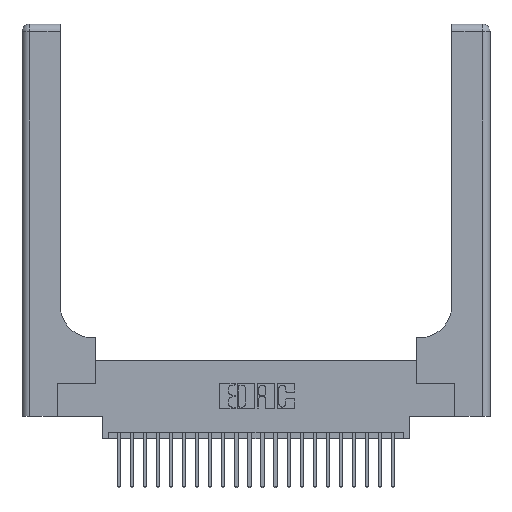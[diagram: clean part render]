
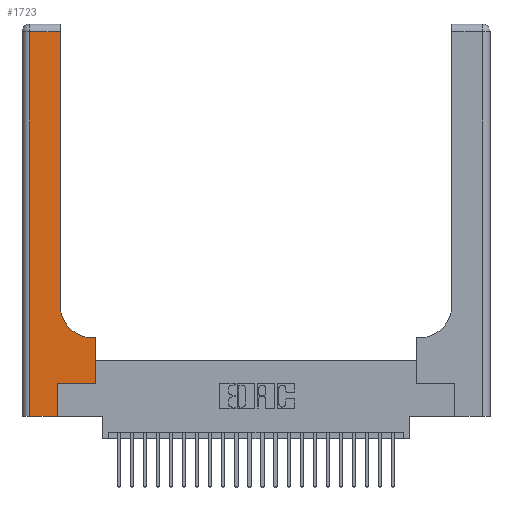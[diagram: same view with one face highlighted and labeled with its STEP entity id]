
A CAD part, top view. The second image highlights one B-rep face of the part: STEP entity #1723.
In plain terms, the highlighted planar face has unit normal (0, 0, 1).
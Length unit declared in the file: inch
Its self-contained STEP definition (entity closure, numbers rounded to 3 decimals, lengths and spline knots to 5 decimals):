
#106 = VECTOR ( 'NONE', #2179, 39.37008 ) ;
#136 = EDGE_CURVE ( 'NONE', #10087, #25261, #1405, .T. ) ;
#183 = ORIENTED_EDGE ( 'NONE', *, *, #3254, .T. ) ;
#635 = CARTESIAN_POINT ( 'NONE',  ( 0.269, 0.25, 0.37 ) ) ;
#836 = VERTEX_POINT ( 'NONE', #17832 ) ;
#880 = VERTEX_POINT ( 'NONE', #24626 ) ;
#1037 = VERTEX_POINT ( 'NONE', #22430 ) ;
#1405 = LINE ( 'NONE', #24452, #19474 ) ;
#1723 = ADVANCED_FACE ( 'NONE', ( #12261 ), #21252, .F. ) ;
#1995 = LINE ( 'NONE', #5523, #14860 ) ;
#2076 = VECTOR ( 'NONE', #16775, 39.37008 ) ;
#2179 = DIRECTION ( 'NONE',  ( 1., 0., 0. ) ) ;
#2986 = CARTESIAN_POINT ( 'NONE',  ( 0.2915, 0.6, 0.37 ) ) ;
#3254 = EDGE_CURVE ( 'NONE', #1037, #23294, #24121, .T. ) ;
#3291 = DIRECTION ( 'NONE',  ( -1., 0., 0. ) ) ;
#3536 = DIRECTION ( 'NONE',  ( -1., 0., 0. ) ) ;
#3609 = CARTESIAN_POINT ( 'NONE',  ( 0., 3., 0.37 ) ) ;
#3703 = EDGE_CURVE ( 'NONE', #16837, #1037, #23788, .T. ) ;
#3837 = VECTOR ( 'NONE', #12146, 39.37008 ) ;
#3959 = CARTESIAN_POINT ( 'NONE',  ( 0.269, 0.25, 0.37 ) ) ;
#4174 = DIRECTION ( 'NONE',  ( 0., 0., -1. ) ) ;
#5069 = EDGE_CURVE ( 'NONE', #23294, #836, #12714, .T. ) ;
#5075 = VECTOR ( 'NONE', #17613, 39.37008 ) ;
#5131 = ORIENTED_EDGE ( 'NONE', *, *, #17670, .T. ) ;
#5523 = CARTESIAN_POINT ( 'NONE',  ( 0., 2.94, 0.37 ) ) ;
#5650 = ORIENTED_EDGE ( 'NONE', *, *, #136, .T. ) ;
#6971 = ORIENTED_EDGE ( 'NONE', *, *, #7899, .T. ) ;
#7708 = VERTEX_POINT ( 'NONE', #16745 ) ;
#7899 = EDGE_CURVE ( 'NONE', #25261, #12011, #16323, .T. ) ;
#8138 = LINE ( 'NONE', #13707, #9980 ) ;
#8834 = CARTESIAN_POINT ( 'NONE',  ( 0.06, 3., 0.37 ) ) ;
#9541 = CARTESIAN_POINT ( 'NONE',  ( 0.5415, 0.85, 0.37 ) ) ;
#9980 = VECTOR ( 'NONE', #17735, 39.37008 ) ;
#10087 = VERTEX_POINT ( 'NONE', #20990 ) ;
#10963 = CARTESIAN_POINT ( 'NONE',  ( 0.5585, 0.25, 0.37 ) ) ;
#12011 = VERTEX_POINT ( 'NONE', #10963 ) ;
#12146 = DIRECTION ( 'NONE',  ( 1., 0., 0. ) ) ;
#12261 = FACE_OUTER_BOUND ( 'NONE', #23649, .T. ) ;
#12386 = DIRECTION ( 'NONE',  ( 1., 0., 0. ) ) ;
#12489 = EDGE_CURVE ( 'NONE', #880, #10087, #14274, .T. ) ;
#12647 = EDGE_CURVE ( 'NONE', #836, #7708, #1995, .T. ) ;
#12714 = LINE ( 'NONE', #19488, #5075 ) ;
#12736 = ORIENTED_EDGE ( 'NONE', *, *, #3703, .T. ) ;
#12821 = CARTESIAN_POINT ( 'NONE',  ( 0.5585, 0.6, 0.37 ) ) ;
#12841 = DIRECTION ( 'NONE',  ( 0., 1., 0. ) ) ;
#13014 = CARTESIAN_POINT ( 'NONE',  ( 0.2915, 0.85, 0.37 ) ) ;
#13125 = DIRECTION ( 'NONE',  ( 0., -1., 0. ) ) ;
#13150 = AXIS2_PLACEMENT_3D ( 'NONE', #9541, #4174, #12386 ) ;
#13564 = ORIENTED_EDGE ( 'NONE', *, *, #12647, .T. ) ;
#13707 = CARTESIAN_POINT ( 'NONE',  ( 0.5585, 0.25, 0.37 ) ) ;
#14123 = ORIENTED_EDGE ( 'NONE', *, *, #12489, .T. ) ;
#14274 = LINE ( 'NONE', #14354, #3837 ) ;
#14354 = CARTESIAN_POINT ( 'NONE',  ( 0., 0., 0.37 ) ) ;
#14860 = VECTOR ( 'NONE', #3291, 39.37008 ) ;
#15709 = LINE ( 'NONE', #8834, #22140 ) ;
#16323 = LINE ( 'NONE', #3959, #106 ) ;
#16745 = CARTESIAN_POINT ( 'NONE',  ( 0.06, 2.94, 0.37 ) ) ;
#16775 = DIRECTION ( 'NONE',  ( -1., 0., 0. ) ) ;
#16837 = VERTEX_POINT ( 'NONE', #12821 ) ;
#17613 = DIRECTION ( 'NONE',  ( 0., 1., 0. ) ) ;
#17670 = EDGE_CURVE ( 'NONE', #7708, #880, #15709, .T. ) ;
#17735 = DIRECTION ( 'NONE',  ( 0., 1., 0. ) ) ;
#17832 = CARTESIAN_POINT ( 'NONE',  ( 0.2915, 2.94, 0.37 ) ) ;
#17941 = ORIENTED_EDGE ( 'NONE', *, *, #21251, .T. ) ;
#19474 = VECTOR ( 'NONE', #12841, 39.37008 ) ;
#19488 = CARTESIAN_POINT ( 'NONE',  ( 0.2915, 3., 0.37 ) ) ;
#20990 = CARTESIAN_POINT ( 'NONE',  ( 0.269, 0., 0.37 ) ) ;
#21251 = EDGE_CURVE ( 'NONE', #12011, #16837, #8138, .T. ) ;
#21252 = PLANE ( 'NONE',  #23161 ) ;
#22140 = VECTOR ( 'NONE', #13125, 39.37008 ) ;
#22430 = CARTESIAN_POINT ( 'NONE',  ( 0.5415, 0.6, 0.37 ) ) ;
#22786 = ORIENTED_EDGE ( 'NONE', *, *, #5069, .T. ) ;
#23161 = AXIS2_PLACEMENT_3D ( 'NONE', #3609, #25147, #3536 ) ;
#23294 = VERTEX_POINT ( 'NONE', #13014 ) ;
#23649 = EDGE_LOOP ( 'NONE', ( #22786, #13564, #5131, #14123, #5650, #6971, #17941, #12736, #183 ) ) ;
#23788 = LINE ( 'NONE', #2986, #2076 ) ;
#24121 = CIRCLE ( 'NONE', #13150, 0.25 ) ;
#24452 = CARTESIAN_POINT ( 'NONE',  ( 0.269, 0., 0.37 ) ) ;
#24626 = CARTESIAN_POINT ( 'NONE',  ( 0.06, 0., 0.37 ) ) ;
#25147 = DIRECTION ( 'NONE',  ( 0., 0., -1. ) ) ;
#25261 = VERTEX_POINT ( 'NONE', #635 ) ;
